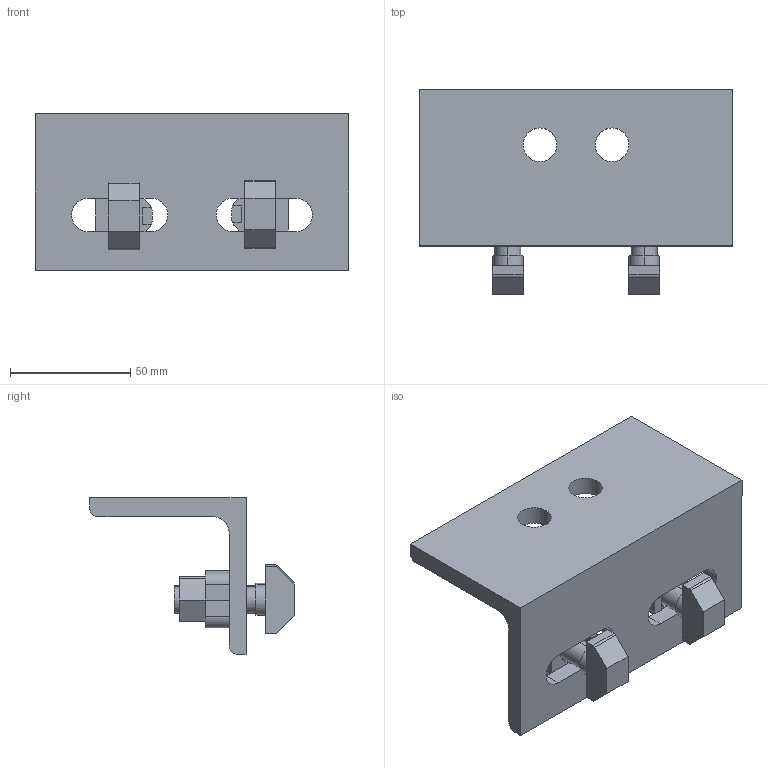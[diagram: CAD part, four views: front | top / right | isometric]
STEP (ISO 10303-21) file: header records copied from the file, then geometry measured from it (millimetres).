
FILE_DESCRIPTION (( 'STEP AP214' ), '1' );
FILE_NAME ('R954-145.STEP', '2024-06-18T10:55:28', ( '' ), ( '' ), 'SwSTEP 2.0', 'SolidWorks 2024', '' );
FILE_SCHEMA (( 'AUTOMOTIVE_DESIGN' ));
Length unit declared in the file: millimetre
Products named in the file (3): R954-145; R951-510
Assembly tree (3 placements, depth 2):
  R954-145
    R954-145
    R951-510  x2
Bounding box: 130 x 85.1 x 65 mm (x, y, z)
Volume: 134570.8 mm3; surface area: 44397.1 mm2
Topology: 3 solids, 3 shells, 157 faces, 397 edges, 256 vertices
Faces by surface type: plane 108, cylinder 49
Entity records: 2867 total; most frequent: CARTESIAN_POINT 493, DIRECTION 491, ORIENTED_EDGE 466, EDGE_CURVE 233, AXIS2_PLACEMENT_3D 165, LINE 161, VECTOR 161, VERTEX_POINT 151
